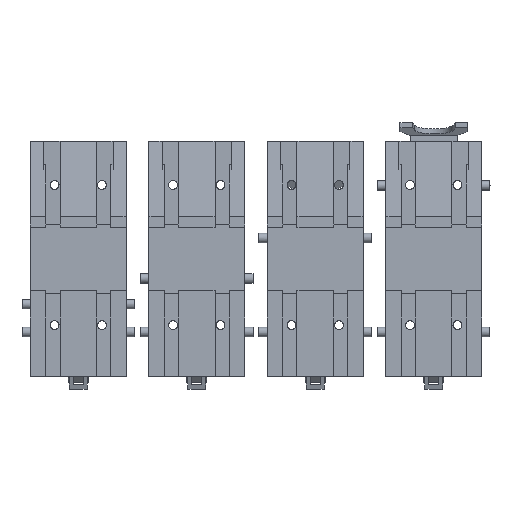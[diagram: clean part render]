
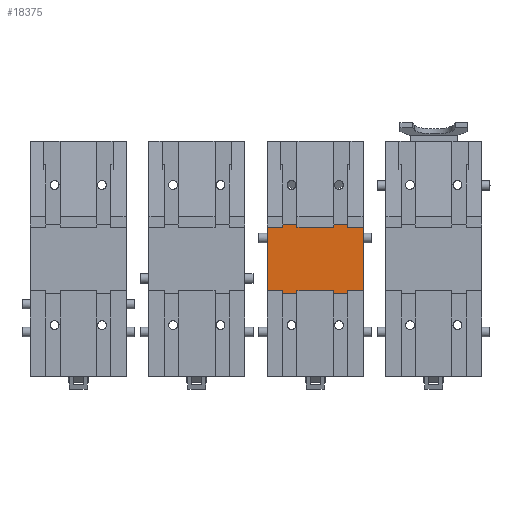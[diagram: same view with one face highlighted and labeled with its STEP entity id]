
A CAD part, front view. The second image highlights one B-rep face of the part: STEP entity #18375.
In plain terms, the highlighted free-form (B-spline) face has degree [1, 1] with [2, 2] control points.
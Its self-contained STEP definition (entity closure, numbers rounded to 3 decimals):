
#18323=CARTESIAN_POINT('V1389',(5.8,3.75,
   17.6));
#18324=VERTEX_POINT('V1389',#18323);
#18330=CARTESIAN_POINT('V1414',(54.2,3.75,
   17.6));
#18331=VERTEX_POINT('V1414',#18330);
#18332=CARTESIAN_POINT('E2414',(5.8,3.75,
   17.6));
#18333=CARTESIAN_POINT('E2414',(54.2,3.75,
   17.6));
#18334=B_SPLINE_CURVE_WITH_KNOTS('E2414',1,(#18332,#18333),
   .POLYLINE_FORM.,.F.,.U.,(2,2),(0.0,32.267),
   .UNSPECIFIED.);
#18335=EDGE_CURVE('E2414',#18324,#18331,#18334,.T.);
#18348=CARTESIAN_POINT('F820',(5.8,3.75,
   17.6));
#18349=CARTESIAN_POINT('F820',(5.8,3.75,
   -17.6));
#18350=CARTESIAN_POINT('F820',(54.2,3.75,
   17.6));
#18351=CARTESIAN_POINT('F820',(54.2,3.75,
   -17.6));
#18352=B_SPLINE_SURFACE_WITH_KNOTS('F820',1,1,((#18348,#18350),(
   #18349,#18351)),.PLANE_SURF.,.F.,.F.,.U.,(2,2),(2,2),(0.0,1.0),
   (0.0,1.375),.UNSPECIFIED.);
#18353=CARTESIAN_POINT('V1388',(5.8,3.75,
   -17.6));
#18354=VERTEX_POINT('V1388',#18353);
#18355=CARTESIAN_POINT('E2038',(5.8,3.75,
   17.6));
#18356=CARTESIAN_POINT('E2038',(5.8,3.75,
   -17.6));
#18357=QUASI_UNIFORM_CURVE('E2038',1,(#18355,#18356),.POLYLINE_FORM.,
   .F.,.U.);
#18358=EDGE_CURVE('E2038',#18324,#18354,#18357,.T.);
#18359=ORIENTED_EDGE('E2038',*,*,#18358,.T.);
#18360=CARTESIAN_POINT('V1415',(54.2,3.75,
   -17.6));
#18361=VERTEX_POINT('V1415',#18360);
#18362=CARTESIAN_POINT('E2413',(5.8,3.75,
   -17.6));
#18363=CARTESIAN_POINT('E2413',(54.2,3.75,
   -17.6));
#18364=B_SPLINE_CURVE_WITH_KNOTS('E2413',1,(#18362,#18363),
   .POLYLINE_FORM.,.F.,.U.,(2,2),(0.0,1.375),
   .UNSPECIFIED.);
#18365=EDGE_CURVE('E2413',#18354,#18361,#18364,.T.);
#18366=ORIENTED_EDGE('E2413',*,*,#18365,.T.);
#18367=CARTESIAN_POINT('E2064',(54.2,3.75,
   -17.6));
#18368=CARTESIAN_POINT('E2064',(54.2,3.75,
   17.6));
#18369=QUASI_UNIFORM_CURVE('E2064',1,(#18367,#18368),.POLYLINE_FORM.,
   .F.,.U.);
#18370=EDGE_CURVE('E2064',#18361,#18331,#18369,.T.);
#18371=ORIENTED_EDGE('E2064',*,*,#18370,.T.);
#18372=ORIENTED_EDGE('E2414',*,*,#18335,.F.);
#18373=EDGE_LOOP('F820',(#18359,#18366,#18371,#18372));
#18374=FACE_OUTER_BOUND('F820',#18373,.T.);
#18375=ADVANCED_FACE('F820',(#18374),#18352,.T.);
